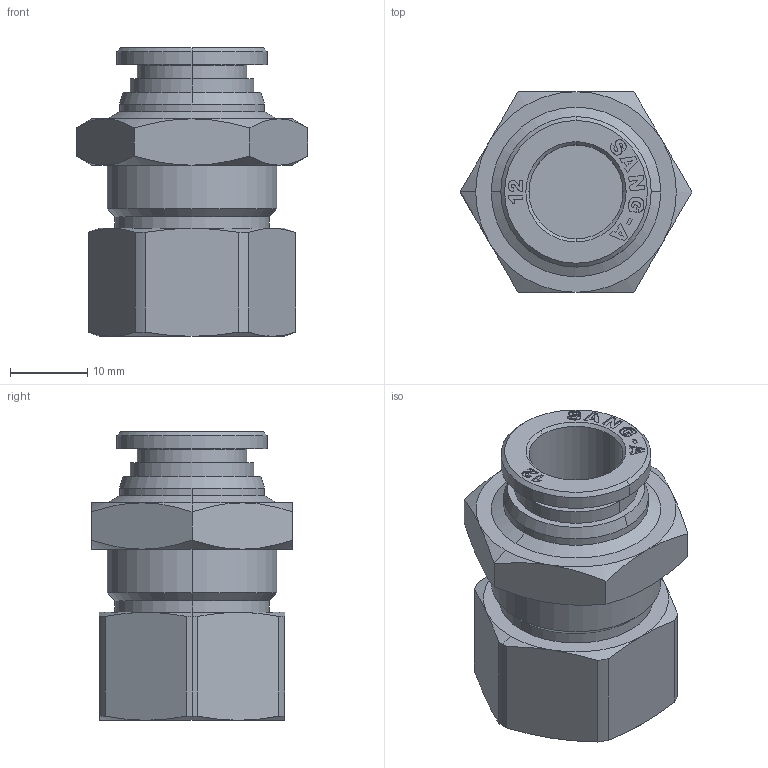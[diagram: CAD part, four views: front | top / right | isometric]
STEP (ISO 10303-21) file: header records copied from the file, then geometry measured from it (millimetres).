
FILE_DESCRIPTION (( 'STEP AP214' ), '1' );
FILE_NAME ('PMF12-G03.stp', '2015-09-24T07:03:57', ( '' ), ( '' ), 'SwSTEP 2.0', 'SolidWorks 2015', '' );
FILE_SCHEMA (( 'AUTOMOTIVE_DESIGN' ));
Length unit declared in the file: millimetre
Products named in the file (2): PMF12-G03; ｦ+ﾃｦ1
Assembly tree (1 placements, depth 2):
  PMF12-G03
    ｦ+ﾃｦ1
Bounding box: 30.02 x 26 x 37.4 mm (x, y, z)
Volume: 10865.6 mm3; surface area: 5763.4 mm2
Topology: 1 solids, 1 shells, 424 faces, 1176 edges, 772 vertices
Faces by surface type: plane 354, cone 43, cylinder 22, bspline 5
Entity records: 13851 total; most frequent: CARTESIAN_POINT 2715, ORIENTED_EDGE 2352, DIRECTION 2056, EDGE_CURVE 1176, VECTOR 1022, LINE 1022, VERTEX_POINT 772, AXIS2_PLACEMENT_3D 517
